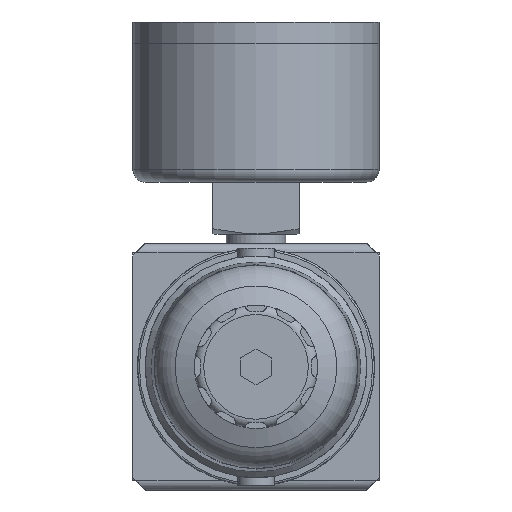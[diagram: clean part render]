
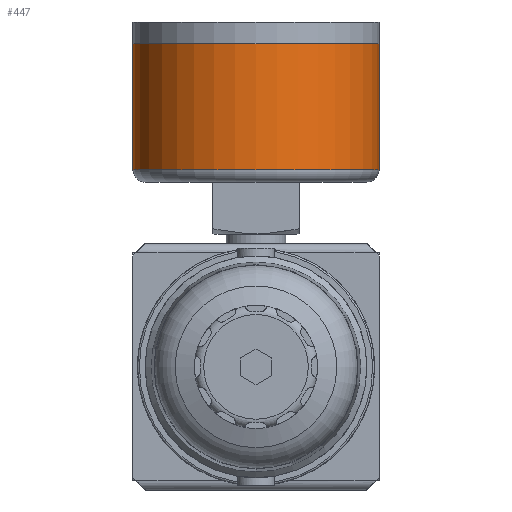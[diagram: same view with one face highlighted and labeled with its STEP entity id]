
A CAD part, front view. The second image highlights one B-rep face of the part: STEP entity #447.
In plain terms, the highlighted cylindrical face has radius 20 mm (diameter 40 mm), a full revolution.
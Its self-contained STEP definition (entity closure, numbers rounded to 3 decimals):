
#447 = ADVANCED_FACE( '', ( #1129, #1130 ), #1131, .T. );
#1129 = FACE_OUTER_BOUND( '', #1958, .T. );
#1130 = FACE_OUTER_BOUND( '', #1959, .T. );
#1131 = CYLINDRICAL_SURFACE( '', #1960, 20. );
#1958 = EDGE_LOOP( '', ( #4067 ) );
#1959 = EDGE_LOOP( '', ( #4068 ) );
#1960 = AXIS2_PLACEMENT_3D( '', #4069, #4070, #4071 );
#4067 = ORIENTED_EDGE( '', *, *, #5652, .F. );
#4068 = ORIENTED_EDGE( '', *, *, #5654, .T. );
#4069 = CARTESIAN_POINT( '', ( 0., 0., 15.5 ) );
#4070 = DIRECTION( '', ( 0., 0., 1. ) );
#4071 = DIRECTION( '', ( -1., 0., 0. ) );
#5652 = EDGE_CURVE( '', #6924, #6924, #6925, .T. );
#5654 = EDGE_CURVE( '', #6928, #6928, #6929, .T. );
#6924 = VERTEX_POINT( '', #9143 );
#6925 = CIRCLE( '', #9144, 20. );
#6928 = VERTEX_POINT( '', #9147 );
#6929 = CIRCLE( '', #9148, 20. );
#9143 = CARTESIAN_POINT( '', ( -20., 0., 17.5 ) );
#9144 = AXIS2_PLACEMENT_3D( '', #11119, #11120, #11121 );
#9147 = CARTESIAN_POINT( '', ( -20., 0., 37.98 ) );
#9148 = AXIS2_PLACEMENT_3D( '', #11125, #11126, #11127 );
#11119 = CARTESIAN_POINT( '', ( 0., 0., 17.5 ) );
#11120 = DIRECTION( '', ( 0., 0., -1. ) );
#11121 = DIRECTION( '', ( -1., 0., 0. ) );
#11125 = CARTESIAN_POINT( '', ( 0., 0., 37.98 ) );
#11126 = DIRECTION( '', ( 0., 0., -1. ) );
#11127 = DIRECTION( '', ( -1., 0., 0. ) );
